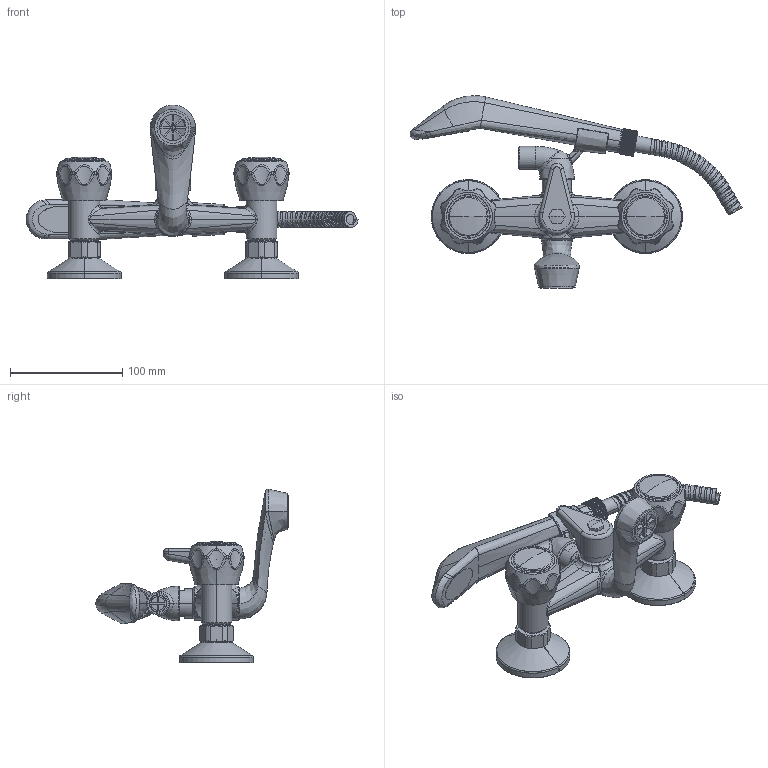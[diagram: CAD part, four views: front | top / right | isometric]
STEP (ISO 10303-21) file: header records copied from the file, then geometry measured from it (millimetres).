
FILE_DESCRIPTION((''),'2;1');
FILE_NAME('DA024CR','2021-11-09T11:38:19',('ut3'),('PAFFONI SpA'),'CREO PARAMETRIC BY PTC INC, 2020044','CREO PARAMETRIC BY PTC INC, 2020044','');
FILE_SCHEMA(('CONFIG_CONTROL_DESIGN','SHAPE_APPEARANCE_LAYERS_GROUPS'));
Length unit declared in the file: millimetre
Products named in the file (1): DA024CR
Bounding box: 295.99 x 171.58 x 154.98 mm (x, y, z)
Volume: 341490.3 mm3; surface area: 170703.9 mm2
Topology: 3 solids, 3 shells, 1700 faces, 4201 edges, 2574 vertices
Faces by surface type: plane 564, bspline 477, cylinder 394, cone 173, torus 70, sphere 20, extrusion 2
Entity records: 105908 total; most frequent: CARTESIAN_POINT 56260, ORIENTED_EDGE 8366, DIRECTION 6937, EDGE_CURVE 4183, AXIS2_PLACEMENT_3D 2699, VERTEX_POINT 2572, EDGE_LOOP 1837, FILL_AREA_STYLE_COLOUR 1789
